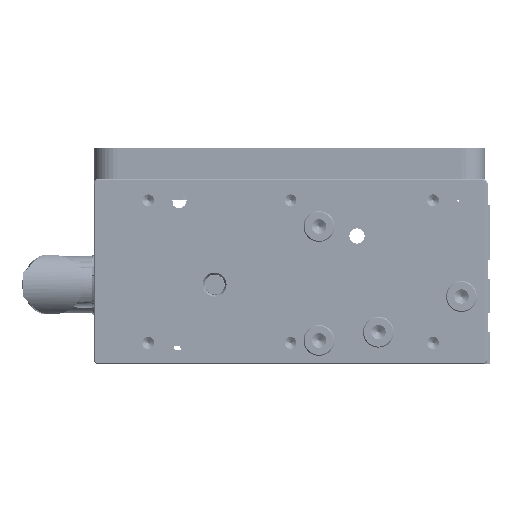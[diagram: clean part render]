
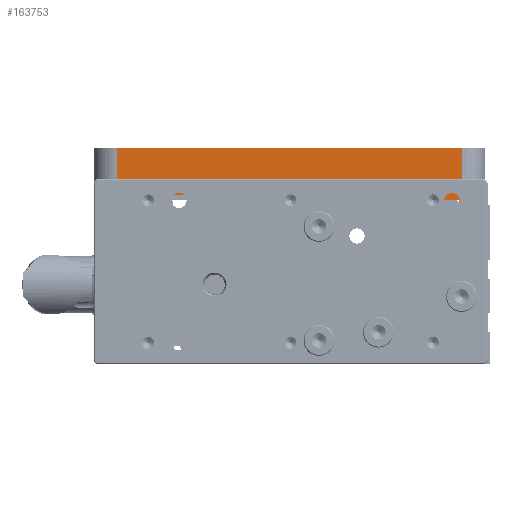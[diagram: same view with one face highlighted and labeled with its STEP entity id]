
A CAD part, left-side view. The second image highlights one B-rep face of the part: STEP entity #163753.
In plain terms, the highlighted planar face has unit normal (-1, 0, 0).
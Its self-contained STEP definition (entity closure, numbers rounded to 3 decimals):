
#89 = PLANE ( 'NONE',  #173023 ) ;
#2589 = LINE ( 'NONE', #82025, #65044 ) ;
#4993 = ORIENTED_EDGE ( 'NONE', *, *, #38584, .T. ) ;
#7733 = ORIENTED_EDGE ( 'NONE', *, *, #141876, .F. ) ;
#8073 = CARTESIAN_POINT ( 'NONE',  ( -100., -23.5, 2.5 ) ) ;
#10071 = DIRECTION ( 'NONE',  ( 0., 0., 1. ) ) ;
#12427 = EDGE_CURVE ( 'NONE', #179871, #70986, #19584, .T. ) ;
#14559 = CARTESIAN_POINT ( 'NONE',  ( -100., -5., 0. ) ) ;
#14634 = VECTOR ( 'NONE', #38780, 1000. ) ;
#15955 = LINE ( 'NONE', #138240, #105442 ) ;
#16537 = EDGE_CURVE ( 'NONE', #179871, #97266, #72140, .T. ) ;
#16958 = CARTESIAN_POINT ( 'NONE',  ( -100., 85., 22. ) ) ;
#17602 = DIRECTION ( 'NONE',  ( 0., -1., 0. ) ) ;
#19380 = DIRECTION ( 'NONE',  ( 0., 1., 0. ) ) ;
#19584 = LINE ( 'NONE', #81720, #75707 ) ;
#20657 = ORIENTED_EDGE ( 'NONE', *, *, #16537, .F. ) ;
#20981 = CARTESIAN_POINT ( 'NONE',  ( -100., -5., 2. ) ) ;
#21073 = ORIENTED_EDGE ( 'NONE', *, *, #155940, .F. ) ;
#22821 = AXIS2_PLACEMENT_3D ( 'NONE', #158983, #172313, #19380 ) ;
#24756 = VECTOR ( 'NONE', #105036, 1000. ) ;
#25423 = CARTESIAN_POINT ( 'NONE',  ( -100., -59., 0. ) ) ;
#27155 = CARTESIAN_POINT ( 'NONE',  ( -100., -7., 2. ) ) ;
#27561 = LINE ( 'NONE', #165137, #24756 ) ;
#30690 = AXIS2_PLACEMENT_3D ( 'NONE', #14559, #185990, #46158 ) ;
#38565 = VECTOR ( 'NONE', #110575, 1000. ) ;
#38584 = EDGE_CURVE ( 'NONE', #188075, #87862, #90689, .T. ) ;
#38780 = DIRECTION ( 'NONE',  ( 0., 0., 1. ) ) ;
#41614 = EDGE_CURVE ( 'NONE', #87862, #86613, #69303, .T. ) ;
#42220 = EDGE_LOOP ( 'NONE', ( #57038, #73309, #152479, #4993, #154079, #21073, #84019, #173641, #75775, #130749, #60799, #7733, #20657, #145078 ) ) ;
#44950 = CARTESIAN_POINT ( 'NONE',  ( -100., 95., 22. ) ) ;
#46158 = DIRECTION ( 'NONE',  ( 0., 1., 0. ) ) ;
#48400 = CARTESIAN_POINT ( 'NONE',  ( -100., -59., -4. ) ) ;
#54058 = CARTESIAN_POINT ( 'NONE',  ( -100., -60., 22. ) ) ;
#54474 = CARTESIAN_POINT ( 'NONE',  ( -100., -49.75, 0. ) ) ;
#55037 = VERTEX_POINT ( 'NONE', #20981 ) ;
#56484 = CARTESIAN_POINT ( 'NONE',  ( -100., -19.5, 0. ) ) ;
#56922 = LINE ( 'NONE', #166018, #70329 ) ;
#57027 = EDGE_CURVE ( 'NONE', #131353, #72843, #174918, .T. ) ;
#57038 = ORIENTED_EDGE ( 'NONE', *, *, #189640, .T. ) ;
#57650 = LINE ( 'NONE', #27155, #87737 ) ;
#60799 = ORIENTED_EDGE ( 'NONE', *, *, #57027, .F. ) ;
#63003 = CARTESIAN_POINT ( 'NONE',  ( -100., -23.5, 2.5 ) ) ;
#65044 = VECTOR ( 'NONE', #126909, 1000. ) ;
#69303 = LINE ( 'NONE', #54058, #14634 ) ;
#70329 = VECTOR ( 'NONE', #182506, 1000. ) ;
#70986 = VERTEX_POINT ( 'NONE', #92464 ) ;
#72140 = LINE ( 'NONE', #8073, #87464 ) ;
#72843 = VERTEX_POINT ( 'NONE', #56484 ) ;
#73309 = ORIENTED_EDGE ( 'NONE', *, *, #118053, .T. ) ;
#75707 = VECTOR ( 'NONE', #17602, 1000. ) ;
#75775 = ORIENTED_EDGE ( 'NONE', *, *, #166422, .T. ) ;
#80206 = VECTOR ( 'NONE', #82044, 1000. ) ;
#81720 = CARTESIAN_POINT ( 'NONE',  ( -100., 95., 0. ) ) ;
#82025 = CARTESIAN_POINT ( 'NONE',  ( -100., 95., 0. ) ) ;
#82044 = DIRECTION ( 'NONE',  ( 0., 0., -1. ) ) ;
#84019 = ORIENTED_EDGE ( 'NONE', *, *, #201606, .T. ) ;
#86613 = VERTEX_POINT ( 'NONE', #114227 ) ;
#86678 = VERTEX_POINT ( 'NONE', #25423 ) ;
#87464 = VECTOR ( 'NONE', #10071, 1000. ) ;
#87737 = VECTOR ( 'NONE', #107662, 1000. ) ;
#87862 = VERTEX_POINT ( 'NONE', #144234 ) ;
#90689 = LINE ( 'NONE', #171195, #108835 ) ;
#92464 = CARTESIAN_POINT ( 'NONE',  ( -100., -33.75, 0. ) ) ;
#97111 = VERTEX_POINT ( 'NONE', #54474 ) ;
#97266 = VERTEX_POINT ( 'NONE', #63003 ) ;
#102794 = LINE ( 'NONE', #194698, #163626 ) ;
#105036 = DIRECTION ( 'NONE',  ( 0., 0., -1. ) ) ;
#105442 = VECTOR ( 'NONE', #139266, 1000. ) ;
#107138 = DIRECTION ( 'NONE',  ( 1., 0., 0. ) ) ;
#107662 = DIRECTION ( 'NONE',  ( 0., -1., 0. ) ) ;
#108835 = VECTOR ( 'NONE', #154877, 1000. ) ;
#109131 = CARTESIAN_POINT ( 'NONE',  ( -100., -19.5, 2.5 ) ) ;
#110575 = DIRECTION ( 'NONE',  ( 0., 0., 1. ) ) ;
#114227 = CARTESIAN_POINT ( 'NONE',  ( -100., -60., 22. ) ) ;
#115079 = CARTESIAN_POINT ( 'NONE',  ( -100., -59., -4. ) ) ;
#117076 = DIRECTION ( 'NONE',  ( 0., -1., 0. ) ) ;
#118018 = VERTEX_POINT ( 'NONE', #16958 ) ;
#118053 = EDGE_CURVE ( 'NONE', #97111, #86678, #15955, .T. ) ;
#120102 = CARTESIAN_POINT ( 'NONE',  ( -100., -7., 0. ) ) ;
#120911 = CARTESIAN_POINT ( 'NONE',  ( -100., 85., 2. ) ) ;
#126909 = DIRECTION ( 'NONE',  ( 0., -1., 0. ) ) ;
#127335 = EDGE_CURVE ( 'NONE', #188075, #86678, #200519, .T. ) ;
#130749 = ORIENTED_EDGE ( 'NONE', *, *, #187679, .T. ) ;
#131353 = VERTEX_POINT ( 'NONE', #109131 ) ;
#134462 = VERTEX_POINT ( 'NONE', #120102 ) ;
#138240 = CARTESIAN_POINT ( 'NONE',  ( -100., 95., 0. ) ) ;
#139266 = DIRECTION ( 'NONE',  ( 0., -1., 0. ) ) ;
#141876 = EDGE_CURVE ( 'NONE', #97266, #131353, #56922, .T. ) ;
#144234 = CARTESIAN_POINT ( 'NONE',  ( -100., -60., -4. ) ) ;
#145078 = ORIENTED_EDGE ( 'NONE', *, *, #12427, .T. ) ;
#152479 = ORIENTED_EDGE ( 'NONE', *, *, #127335, .F. ) ;
#154079 = ORIENTED_EDGE ( 'NONE', *, *, #41614, .T. ) ;
#154877 = DIRECTION ( 'NONE',  ( 0., -1., 0. ) ) ;
#155940 = EDGE_CURVE ( 'NONE', #118018, #86613, #102794, .T. ) ;
#157512 = CIRCLE ( 'NONE', #30690, 2. ) ;
#158983 = CARTESIAN_POINT ( 'NONE',  ( -100., -41.75, 0. ) ) ;
#160533 = CARTESIAN_POINT ( 'NONE',  ( -100., -19.5, 2.5 ) ) ;
#163626 = VECTOR ( 'NONE', #117076, 1000. ) ;
#163753 = ADVANCED_FACE ( 'NONE', ( #167245 ), #89, .F. ) ;
#164247 = VERTEX_POINT ( 'NONE', #120911 ) ;
#165137 = CARTESIAN_POINT ( 'NONE',  ( -100., 85., 22. ) ) ;
#166018 = CARTESIAN_POINT ( 'NONE',  ( -100., -19.5, 2.5 ) ) ;
#166422 = EDGE_CURVE ( 'NONE', #55037, #134462, #157512, .T. ) ;
#167245 = FACE_OUTER_BOUND ( 'NONE', #42220, .T. ) ;
#169290 = DIRECTION ( 'NONE',  ( 0., 1., 0. ) ) ;
#169425 = CIRCLE ( 'NONE', #22821, 8. ) ;
#171195 = CARTESIAN_POINT ( 'NONE',  ( -100., -59., -4. ) ) ;
#172313 = DIRECTION ( 'NONE',  ( 1., 0., 0. ) ) ;
#173023 = AXIS2_PLACEMENT_3D ( 'NONE', #44950, #107138, #169290 ) ;
#173641 = ORIENTED_EDGE ( 'NONE', *, *, #187488, .T. ) ;
#174918 = LINE ( 'NONE', #160533, #80206 ) ;
#175330 = CARTESIAN_POINT ( 'NONE',  ( -100., -23.5, 0. ) ) ;
#179871 = VERTEX_POINT ( 'NONE', #175330 ) ;
#182506 = DIRECTION ( 'NONE',  ( 0., 1., 0. ) ) ;
#185990 = DIRECTION ( 'NONE',  ( 1., 0., 0. ) ) ;
#187488 = EDGE_CURVE ( 'NONE', #164247, #55037, #57650, .T. ) ;
#187679 = EDGE_CURVE ( 'NONE', #134462, #72843, #2589, .T. ) ;
#188075 = VERTEX_POINT ( 'NONE', #115079 ) ;
#189640 = EDGE_CURVE ( 'NONE', #70986, #97111, #169425, .T. ) ;
#194698 = CARTESIAN_POINT ( 'NONE',  ( -100., 95., 22. ) ) ;
#200519 = LINE ( 'NONE', #48400, #38565 ) ;
#201606 = EDGE_CURVE ( 'NONE', #118018, #164247, #27561, .T. ) ;
